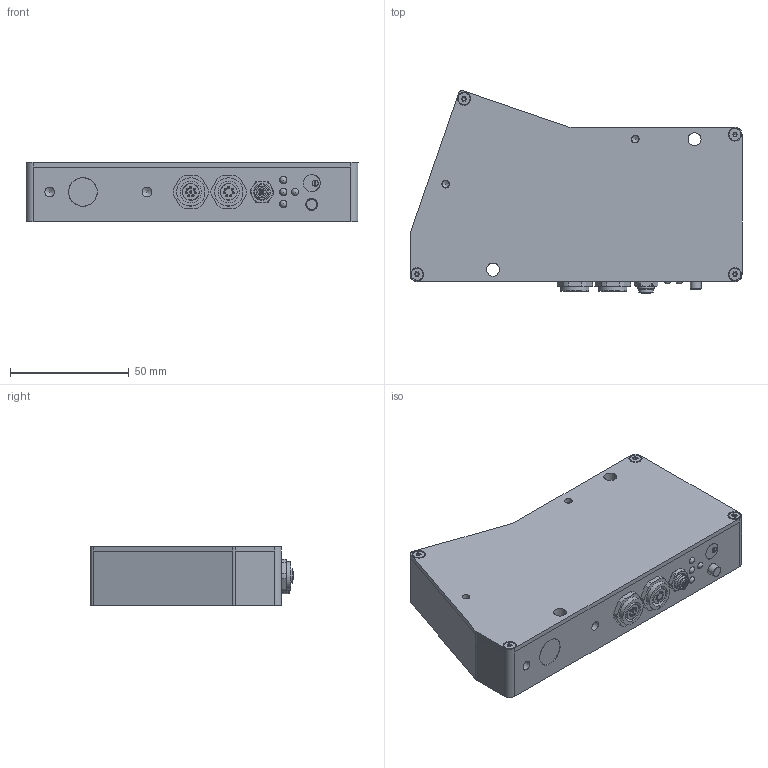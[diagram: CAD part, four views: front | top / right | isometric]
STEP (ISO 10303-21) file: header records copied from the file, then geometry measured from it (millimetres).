
FILE_DESCRIPTION(/* description */ (''),/* implementation_level */ '2;1');
FILE_NAME(/* name */ 'PTSI0185.stp',/* time_stamp */ '2016-10-11T11:31:34+02:00',/* author */ ('mitarbeiter'),/* organization */ (''),/* preprocessor_version */ 'ST-DEVELOPER v15.2',/* originating_system */ 'Autodesk Inventor 2014',/* authorisation */ '');
FILE_SCHEMA (('AUTOMOTIVE_DESIGN { 1 0 10303 214 3 1 1 }'));
Length unit declared in the file: millimetre
Products named in the file (1): PTSI0185
Bounding box: 140 x 85.47 x 25 mm (x, y, z)
Volume: 228082.3 mm3; surface area: 33227.5 mm2
Topology: 2 solids, 11 shells, 439 faces, 1045 edges, 684 vertices
Faces by surface type: plane 205, cylinder 174, cone 55, sphere 4, torus 1
Full cylindrical faces by diameter (mm): 0.5 x19, 2.013 x4, 2.4 x1, 2.5 x4, 2.6 x1, 2.9 x4, 3 x8, 3.1 x4, 3.2 x2, 3.5 x1, 4.134 x2, 4.5 x1, 5 x6, 5.5 x2, 6 x1, 7 x3, 7.05 x1, 7.1 x2, 7.15 x1, 7.2 x1, 9 x2, 9.72 x1, 9.75 x1, 12 x1, 12.1 x1, 18.3 x1, 19 x1, 19.1 x1
Entity records: 12211 total; most frequent: CARTESIAN_POINT 2836, DIRECTION 1962, ORIENTED_EDGE 1744, EDGE_CURVE 872, AXIS2_PLACEMENT_3D 794, VERTEX_POINT 636, EDGE_LOOP 624, FACE_OUTER_BOUND 439
